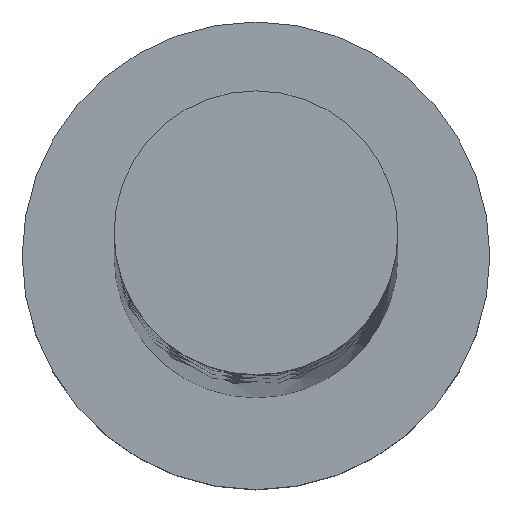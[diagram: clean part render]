
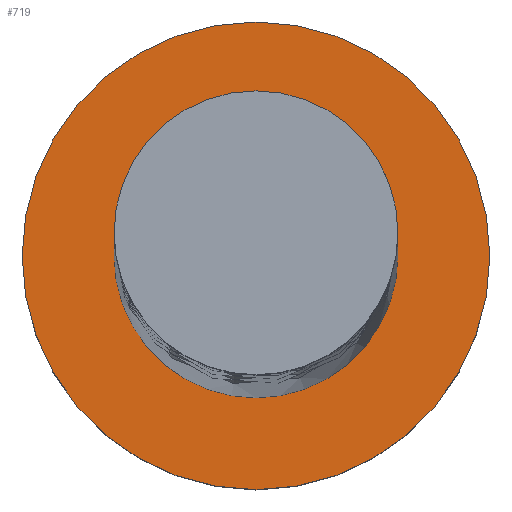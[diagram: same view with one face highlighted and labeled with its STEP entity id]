
A CAD part, top view. The second image highlights one B-rep face of the part: STEP entity #719.
In plain terms, the highlighted planar face has unit normal (0, 0, 1).
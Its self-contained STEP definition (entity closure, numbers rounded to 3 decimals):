
#27 = ORIENTED_EDGE ( 'NONE', *, *, #2005, .F. ) ;
#50 = EDGE_LOOP ( 'NONE', ( #349, #27 ) ) ;
#57 = FACE_OUTER_BOUND ( 'NONE', #1140, .T. ) ;
#126 = VERTEX_POINT ( 'NONE', #1256 ) ;
#212 = EDGE_CURVE ( 'NONE', #1678, #126, #1388, .T. ) ;
#267 = VERTEX_POINT ( 'NONE', #1779 ) ;
#332 = EDGE_CURVE ( 'NONE', #126, #1678, #1721, .T. ) ;
#349 = ORIENTED_EDGE ( 'NONE', *, *, #571, .F. ) ;
#363 = DIRECTION ( 'NONE',  ( 1., 0., 0. ) ) ;
#460 = VERTEX_POINT ( 'NONE', #1747 ) ;
#571 = EDGE_CURVE ( 'NONE', #267, #460, #1597, .T. ) ;
#573 = CIRCLE ( 'NONE', #833, 4.25 ) ;
#628 = ORIENTED_EDGE ( 'NONE', *, *, #332, .T. ) ;
#691 = DIRECTION ( 'NONE',  ( 0., 0., 1. ) ) ;
#719 = ADVANCED_FACE ( 'NONE', ( #968, #57 ), #1419, .T. ) ;
#833 = AXIS2_PLACEMENT_3D ( 'NONE', #955, #1408, #969 ) ;
#856 = CARTESIAN_POINT ( 'NONE',  ( 0., 0., 5. ) ) ;
#918 = DIRECTION ( 'NONE',  ( 0., 0., 1. ) ) ;
#948 = DIRECTION ( 'NONE',  ( 0., 0., 1. ) ) ;
#955 = CARTESIAN_POINT ( 'NONE',  ( 0., 0., 5. ) ) ;
#960 = AXIS2_PLACEMENT_3D ( 'NONE', #856, #1143, #1452 ) ;
#968 = FACE_BOUND ( 'NONE', #50, .T. ) ;
#969 = DIRECTION ( 'NONE',  ( 1., 0., 0. ) ) ;
#1140 = EDGE_LOOP ( 'NONE', ( #628, #1660 ) ) ;
#1143 = DIRECTION ( 'NONE',  ( 0., 0., 1. ) ) ;
#1150 = DIRECTION ( 'NONE',  ( 1., 0., 0. ) ) ;
#1256 = CARTESIAN_POINT ( 'NONE',  ( -7., 0., 5. ) ) ;
#1259 = AXIS2_PLACEMENT_3D ( 'NONE', #1709, #918, #1378 ) ;
#1307 = AXIS2_PLACEMENT_3D ( 'NONE', #1712, #948, #363 ) ;
#1351 = AXIS2_PLACEMENT_3D ( 'NONE', #1472, #691, #1150 ) ;
#1378 = DIRECTION ( 'NONE',  ( 1., 0., 0. ) ) ;
#1388 = CIRCLE ( 'NONE', #1351, 7. ) ;
#1408 = DIRECTION ( 'NONE',  ( 0., 0., 1. ) ) ;
#1419 = PLANE ( 'NONE',  #960 ) ;
#1452 = DIRECTION ( 'NONE',  ( 1., 0., 0. ) ) ;
#1472 = CARTESIAN_POINT ( 'NONE',  ( 0., 0., 5. ) ) ;
#1597 = CIRCLE ( 'NONE', #1307, 4.25 ) ;
#1660 = ORIENTED_EDGE ( 'NONE', *, *, #212, .T. ) ;
#1671 = CARTESIAN_POINT ( 'NONE',  ( 7., 0., 5. ) ) ;
#1678 = VERTEX_POINT ( 'NONE', #1671 ) ;
#1709 = CARTESIAN_POINT ( 'NONE',  ( 0., 0., 5. ) ) ;
#1712 = CARTESIAN_POINT ( 'NONE',  ( 0., 0., 5. ) ) ;
#1721 = CIRCLE ( 'NONE', #1259, 7. ) ;
#1747 = CARTESIAN_POINT ( 'NONE',  ( 4.25, 0., 5. ) ) ;
#1779 = CARTESIAN_POINT ( 'NONE',  ( -4.25, 0., 5. ) ) ;
#2005 = EDGE_CURVE ( 'NONE', #460, #267, #573, .T. ) ;
